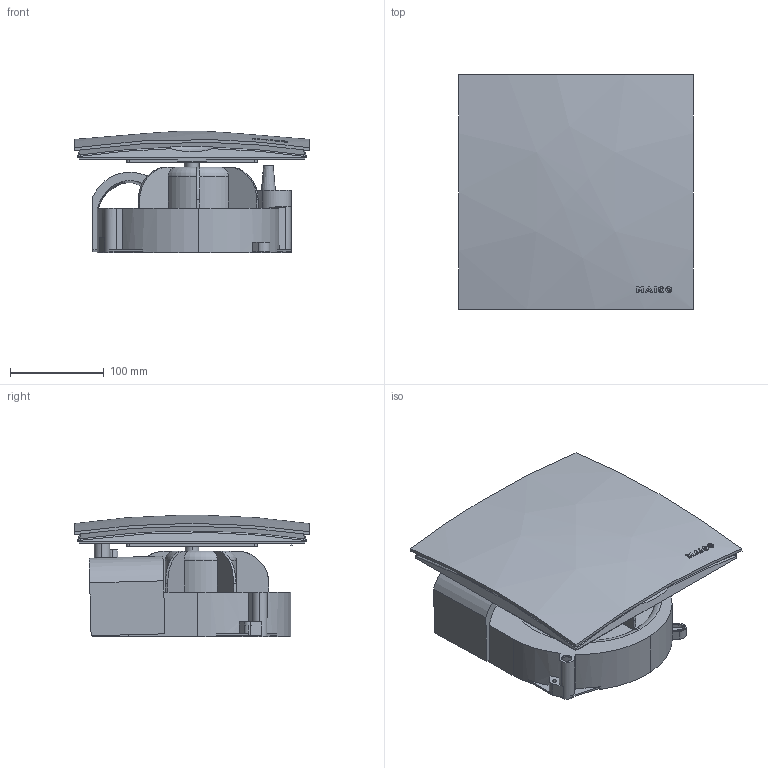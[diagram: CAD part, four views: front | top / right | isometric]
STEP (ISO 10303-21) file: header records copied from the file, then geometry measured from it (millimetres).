
FILE_DESCRIPTION (( 'STEP AP214' ), '1' );
FILE_NAME ('ER_60.STEP', '2015-06-16T19:37:26', ( '' ), ( '' ), 'SwSTEP 2.0', 'SolidWorks 2013', '' );
FILE_SCHEMA (( 'AUTOMOTIVE_DESIGN' ));
Length unit declared in the file: millimetre
Products named in the file (1): ER_60
Bounding box: 251 x 251 x 130.1 mm (x, y, z)
Volume: 2743809.7 mm3; surface area: 470494 mm2
Topology: 1 solids, 6 shells, 414 faces, 1111 edges, 728 vertices
Faces by surface type: plane 220, cylinder 90, bspline 64, torus 20, cone 20
Entity records: 22912 total; most frequent: CARTESIAN_POINT 8553, ORIENTED_EDGE 2206, DIRECTION 1789, EDGE_CURVE 1103, VERTEX_POINT 728, AXIS2_PLACEMENT_3D 625, LINE 539, VECTOR 539
